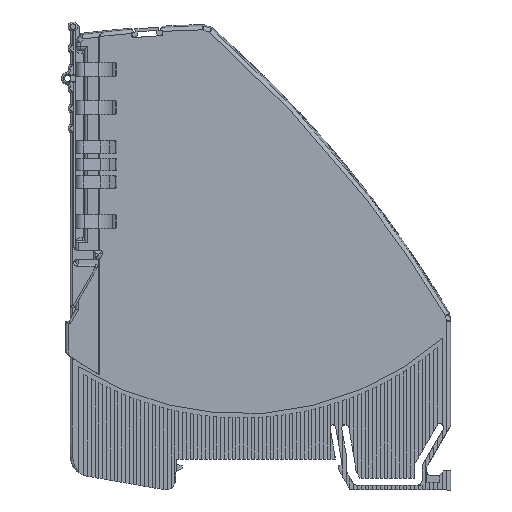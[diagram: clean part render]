
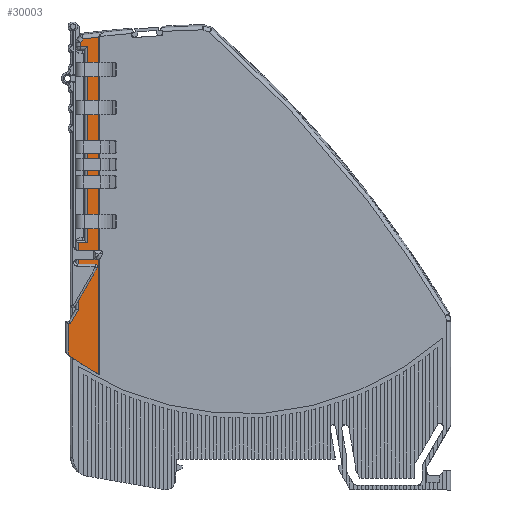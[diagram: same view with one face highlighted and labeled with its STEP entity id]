
A CAD part, left-side view. The second image highlights one B-rep face of the part: STEP entity #30003.
In plain terms, the highlighted planar face has unit normal (-1, 0, 0).
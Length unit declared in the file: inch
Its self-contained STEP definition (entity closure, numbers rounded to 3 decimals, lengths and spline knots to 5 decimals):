
#133 = CARTESIAN_POINT ( 'NONE',  ( -0.24606, 3.1406, 0.9008 ) ) ;
#717 = ORIENTED_EDGE ( 'NONE', *, *, #57604, .F. ) ;
#961 = ORIENTED_EDGE ( 'NONE', *, *, #16297, .F. ) ;
#1081 = ORIENTED_EDGE ( 'NONE', *, *, #48295, .F. ) ;
#1286 = CARTESIAN_POINT ( 'NONE',  ( -0.24606, 3.04428, 3.4819 ) ) ;
#3447 = B_SPLINE_CURVE_WITH_KNOTS ( 'NONE', 3,
 ( #16222, #47577, #58355, #70236 ),
 .UNSPECIFIED., .F., .F.,
 ( 4, 4 ),
 ( 0., 1. ),
 .UNSPECIFIED. ) ;
#3830 = CARTESIAN_POINT ( 'NONE',  ( -0.24606, 3.04428, 3.4819 ) ) ;
#3886 = VERTEX_POINT ( 'NONE', #31950 ) ;
#4054 = B_SPLINE_CURVE_WITH_KNOTS ( 'NONE', 3,
 ( #12970, #41047, #12604, #30233 ),
 .UNSPECIFIED., .F., .F.,
 ( 4, 4 ),
 ( 0., 1. ),
 .UNSPECIFIED. ) ;
#4830 = CARTESIAN_POINT ( 'NONE',  ( -0.24606, 1.57367, 3.41732 ) ) ;
#7195 = CARTESIAN_POINT ( 'NONE',  ( -0.24606, 3.01068, 3.41732 ) ) ;
#8019 = LINE ( 'NONE', #13418, #62865 ) ;
#8999 = CARTESIAN_POINT ( 'NONE',  ( -0.24606, 2.91226, 3.49722 ) ) ;
#10307 = CARTESIAN_POINT ( 'NONE',  ( -0.24606, 2.91226, 3.49722 ) ) ;
#10449 = EDGE_CURVE ( 'NONE', #44571, #3886, #61517, .T. ) ;
#10453 = ORIENTED_EDGE ( 'NONE', *, *, #26289, .F. ) ;
#11744 = EDGE_CURVE ( 'NONE', #3886, #43280, #68466, .T. ) ;
#12604 = CARTESIAN_POINT ( 'NONE',  ( -0.24606, 3.06934, 3.44135 ) ) ;
#12970 = CARTESIAN_POINT ( 'NONE',  ( -0.24606, 3.06934, 3.41732 ) ) ;
#13418 = CARTESIAN_POINT ( 'NONE',  ( -0.24606, 3.01068, 0. ) ) ;
#15990 = DIRECTION ( 'NONE',  ( 0., 0., -1. ) ) ;
#16109 = DIRECTION ( 'NONE',  ( 0., 1., 0. ) ) ;
#16222 = CARTESIAN_POINT ( 'NONE',  ( -0.24606, 3.16816, 1.12205 ) ) ;
#16297 = EDGE_CURVE ( 'NONE', #25118, #44571, #3447, .T. ) ;
#16402 = VECTOR ( 'NONE', #26809, 39.37008 ) ;
#16628 = DIRECTION ( 'NONE',  ( 0., -0.66, 0.751 ) ) ;
#17039 = CARTESIAN_POINT ( 'NONE',  ( -0.24606, 3.08549, 1.79134 ) ) ;
#17141 = ORIENTED_EDGE ( 'NONE', *, *, #35647, .F. ) ;
#18735 = CARTESIAN_POINT ( 'NONE',  ( -0.24606, 3.16816, 1.12205 ) ) ;
#19472 = VERTEX_POINT ( 'NONE', #8999 ) ;
#20427 = VECTOR ( 'NONE', #66924, 39.37008 ) ;
#21454 = ORIENTED_EDGE ( 'NONE', *, *, #64597, .F. ) ;
#21560 = VECTOR ( 'NONE', #70890, 39.37008 ) ;
#21932 = B_SPLINE_CURVE_WITH_KNOTS ( 'NONE', 3,
 ( #17039, #44081, #44419, #66374 ),
 .UNSPECIFIED., .F., .F.,
 ( 4, 4 ),
 ( 0., 1. ),
 .UNSPECIFIED. ) ;
#23727 = EDGE_CURVE ( 'NONE', #66189, #56434, #30580, .T. ) ;
#25118 = VERTEX_POINT ( 'NONE', #18735 ) ;
#25802 = CARTESIAN_POINT ( 'NONE',  ( -0.24606, 3.0003, 3.4873 ) ) ;
#26023 = AXIS2_PLACEMENT_3D ( 'NONE', #133, #55582, #15990 ) ;
#26066 = CARTESIAN_POINT ( 'NONE',  ( -0.24606, 3.16788, 0.86222 ) ) ;
#26152 = CARTESIAN_POINT ( 'NONE',  ( -0.24606, 3.16816, 1.03551 ) ) ;
#26289 = EDGE_CURVE ( 'NONE', #33081, #67048, #33550, .T. ) ;
#26809 = DIRECTION ( 'NONE',  ( 0., 1., 0. ) ) ;
#27866 = LINE ( 'NONE', #4830, #16402 ) ;
#30003 = ADVANCED_FACE ( 'NONE', ( #55008 ), #66511, .F. ) ;
#30164 = DIRECTION ( 'NONE',  ( 1., 0., 0. ) ) ;
#30233 = CARTESIAN_POINT ( 'NONE',  ( -0.24606, 3.06934, 3.45337 ) ) ;
#30580 = CIRCLE ( 'NONE', #26023, 0.04724 ) ;
#30859 = CARTESIAN_POINT ( 'NONE',  ( -0.24606, 3.08549, 1.79134 ) ) ;
#31204 = CARTESIAN_POINT ( 'NONE',  ( -0.24606, 3.16816, 0.94896 ) ) ;
#31950 = CARTESIAN_POINT ( 'NONE',  ( -0.24606, 3.08549, 1.23488 ) ) ;
#32202 = AXIS2_PLACEMENT_3D ( 'NONE', #49594, #65450, #16109 ) ;
#33081 = VERTEX_POINT ( 'NONE', #65240 ) ;
#33550 = LINE ( 'NONE', #49049, #44691 ) ;
#34952 = CARTESIAN_POINT ( 'NONE',  ( -0.24606, 3.08549, 1.23488 ) ) ;
#35254 = CARTESIAN_POINT ( 'NONE',  ( -0.24606, 3.06934, 3.41732 ) ) ;
#35647 = EDGE_CURVE ( 'NONE', #67597, #61492, #8019, .T. ) ;
#36259 = CARTESIAN_POINT ( 'NONE',  ( -0.24606, 3.16816, 1.12205 ) ) ;
#36624 = CARTESIAN_POINT ( 'NONE',  ( -0.24606, 3.16816, 0.86242 ) ) ;
#38458 = ORIENTED_EDGE ( 'NONE', *, *, #10449, .F. ) ;
#38475 = ORIENTED_EDGE ( 'NONE', *, *, #66217, .F. ) ;
#40720 = CARTESIAN_POINT ( 'NONE',  ( -0.24606, 3.08549, 1.60585 ) ) ;
#41047 = CARTESIAN_POINT ( 'NONE',  ( -0.24606, 3.06934, 3.42934 ) ) ;
#42019 = CARTESIAN_POINT ( 'NONE',  ( -0.24606, 3.16816, 0.86242 ) ) ;
#42734 = CARTESIAN_POINT ( 'NONE',  ( -0.24606, 2.91226, 0.7037 ) ) ;
#42839 = CARTESIAN_POINT ( 'NONE',  ( -0.24606, 3.01068, 1.79134 ) ) ;
#43280 = VERTEX_POINT ( 'NONE', #30859 ) ;
#44081 = CARTESIAN_POINT ( 'NONE',  ( -0.24606, 3.06055, 1.79134 ) ) ;
#44419 = CARTESIAN_POINT ( 'NONE',  ( -0.24606, 3.03562, 1.79134 ) ) ;
#44571 = VERTEX_POINT ( 'NONE', #54364 ) ;
#44691 = VECTOR ( 'NONE', #16628, 39.37008 ) ;
#44959 = CARTESIAN_POINT ( 'NONE',  ( -0.24606, 3.15063, 1.12205 ) ) ;
#46202 = B_SPLINE_CURVE_WITH_KNOTS ( 'NONE', 3,
 ( #42019, #31204, #26152, #36259 ),
 .UNSPECIFIED., .F., .F.,
 ( 4, 4 ),
 ( 0., 1. ),
 .UNSPECIFIED. ) ;
#47577 = CARTESIAN_POINT ( 'NONE',  ( -0.24606, 3.16232, 1.12205 ) ) ;
#48233 = EDGE_CURVE ( 'NONE', #63425, #66189, #61166, .T. ) ;
#48295 = EDGE_CURVE ( 'NONE', #61492, #50838, #27866, .T. ) ;
#48546 = ORIENTED_EDGE ( 'NONE', *, *, #11744, .F. ) ;
#48566 = EDGE_LOOP ( 'NONE', ( #21454, #10453, #717, #1081, #17141, #38475, #48546, #38458, #961, #58387, #62105, #54175, #57747 ) ) ;
#49049 = CARTESIAN_POINT ( 'NONE',  ( -0.24606, 3.06934, 3.45337 ) ) ;
#49594 = CARTESIAN_POINT ( 'NONE',  ( -0.24606, 1.57367, 0. ) ) ;
#50838 = VERTEX_POINT ( 'NONE', #35254 ) ;
#52135 = DIRECTION ( 'NONE',  ( 0., 0., -1. ) ) ;
#53080 = B_SPLINE_CURVE_WITH_KNOTS ( 'NONE', 3,
 ( #3830, #25802, #59654, #10307 ),
 .UNSPECIFIED., .F., .F.,
 ( 4, 4 ),
 ( 0., 1. ),
 .UNSPECIFIED. ) ;
#54175 = ORIENTED_EDGE ( 'NONE', *, *, #48233, .F. ) ;
#54331 = CARTESIAN_POINT ( 'NONE',  ( -0.24606, 2.91226, 2.11648 ) ) ;
#54364 = CARTESIAN_POINT ( 'NONE',  ( -0.24606, 3.15063, 1.12205 ) ) ;
#55008 = FACE_OUTER_BOUND ( 'NONE', #48566, .T. ) ;
#55582 = DIRECTION ( 'NONE',  ( 1., 0., 0. ) ) ;
#56209 = CARTESIAN_POINT ( 'NONE',  ( -0.24606, 3.08549, 1.79134 ) ) ;
#56434 = VERTEX_POINT ( 'NONE', #36624 ) ;
#56583 = AXIS2_PLACEMENT_3D ( 'NONE', #61873, #30164, #52135 ) ;
#56661 = DIRECTION ( 'NONE',  ( 0., 0., 1. ) ) ;
#57604 = EDGE_CURVE ( 'NONE', #50838, #33081, #4054, .T. ) ;
#57620 = CARTESIAN_POINT ( 'NONE',  ( -0.24606, 3.08549, 1.42037 ) ) ;
#57747 = ORIENTED_EDGE ( 'NONE', *, *, #63024, .F. ) ;
#58355 = CARTESIAN_POINT ( 'NONE',  ( -0.24606, 3.15647, 1.12205 ) ) ;
#58387 = ORIENTED_EDGE ( 'NONE', *, *, #64576, .F. ) ;
#59654 = CARTESIAN_POINT ( 'NONE',  ( -0.24606, 2.9563, 3.49241 ) ) ;
#61166 = CIRCLE ( 'NONE', #56583, 2.48819 ) ;
#61492 = VERTEX_POINT ( 'NONE', #7195 ) ;
#61517 = LINE ( 'NONE', #44959, #20427 ) ;
#61873 = CARTESIAN_POINT ( 'NONE',  ( -0.24606, 1.73115, 2.8937 ) ) ;
#62105 = ORIENTED_EDGE ( 'NONE', *, *, #23727, .F. ) ;
#62865 = VECTOR ( 'NONE', #56661, 39.37008 ) ;
#63024 = EDGE_CURVE ( 'NONE', #19472, #63425, #64397, .T. ) ;
#63425 = VERTEX_POINT ( 'NONE', #42734 ) ;
#64397 = LINE ( 'NONE', #54331, #21560 ) ;
#64576 = EDGE_CURVE ( 'NONE', #56434, #25118, #46202, .T. ) ;
#64597 = EDGE_CURVE ( 'NONE', #67048, #19472, #53080, .T. ) ;
#65240 = CARTESIAN_POINT ( 'NONE',  ( -0.24606, 3.06934, 3.45337 ) ) ;
#65450 = DIRECTION ( 'NONE',  ( 1., 0., 0. ) ) ;
#66189 = VERTEX_POINT ( 'NONE', #26066 ) ;
#66217 = EDGE_CURVE ( 'NONE', #43280, #67597, #21932, .T. ) ;
#66374 = CARTESIAN_POINT ( 'NONE',  ( -0.24606, 3.01068, 1.79134 ) ) ;
#66511 = PLANE ( 'NONE',  #32202 ) ;
#66924 = DIRECTION ( 'NONE',  ( 0., -0.5, 0.866 ) ) ;
#67048 = VERTEX_POINT ( 'NONE', #1286 ) ;
#67597 = VERTEX_POINT ( 'NONE', #42839 ) ;
#68466 = B_SPLINE_CURVE_WITH_KNOTS ( 'NONE', 3,
 ( #34952, #57620, #40720, #56209 ),
 .UNSPECIFIED., .F., .F.,
 ( 4, 4 ),
 ( 0., 1. ),
 .UNSPECIFIED. ) ;
#70236 = CARTESIAN_POINT ( 'NONE',  ( -0.24606, 3.15063, 1.12205 ) ) ;
#70890 = DIRECTION ( 'NONE',  ( 0., 0., -1. ) ) ;
